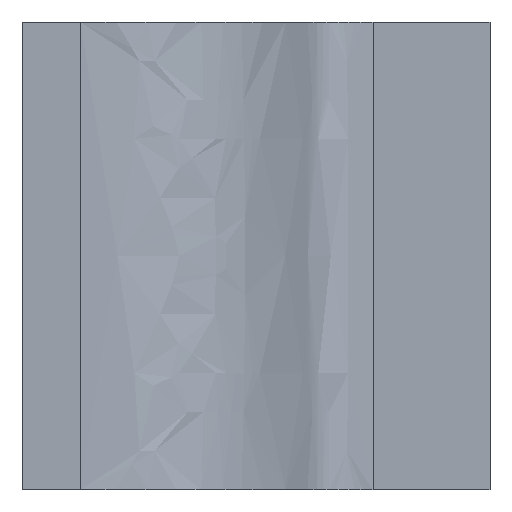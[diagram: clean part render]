
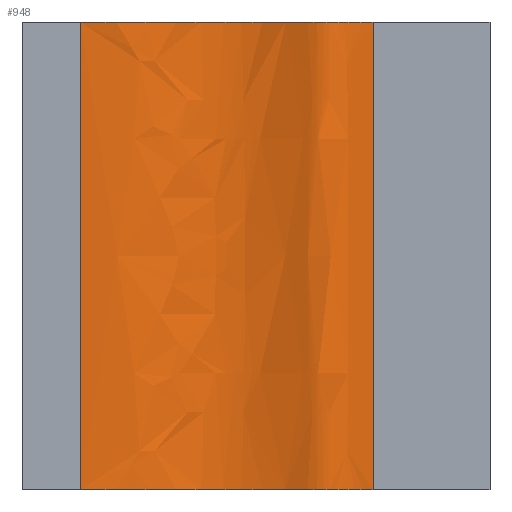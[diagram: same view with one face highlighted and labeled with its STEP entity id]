
A CAD part, left-side view. The second image highlights one B-rep face of the part: STEP entity #948.
In plain terms, the highlighted face is a extrusion surface.
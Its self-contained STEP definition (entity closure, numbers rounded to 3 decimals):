
#44 = PLANE('',#45);
#45 = AXIS2_PLACEMENT_3D('',#46,#47,#48);
#46 = CARTESIAN_POINT('',(0.008,-15.062,0.));
#47 = DIRECTION('',(0.,0.,1.));
#48 = DIRECTION('',(1.,0.,0.));
#72 = PLANE('',#73);
#73 = AXIS2_PLACEMENT_3D('',#74,#75,#76);
#74 = CARTESIAN_POINT('',(-24.972,0.,0.));
#75 = DIRECTION('',(1.,0.,0.));
#76 = DIRECTION('',(0.,-1.,0.));
#100 = PLANE('',#101);
#101 = AXIS2_PLACEMENT_3D('',#102,#103,#104);
#102 = CARTESIAN_POINT('',(0.008,-15.062,40.));
#103 = DIRECTION('',(0.,0.,1.));
#104 = DIRECTION('',(1.,0.,0.));
#193 = VERTEX_POINT('',#194);
#194 = CARTESIAN_POINT('',(-24.972,-5.,0.));
#215 = EDGE_CURVE('',#193,#216,#218,.T.);
#216 = VERTEX_POINT('',#217);
#217 = CARTESIAN_POINT('',(-5.,-30.,0.));
#218 = SURFACE_CURVE('',#219,(#225,#234),.PCURVE_S1.);
#219 = B_SPLINE_CURVE_WITH_KNOTS('',3,(#220,#221,#222,#223,#224),
  .UNSPECIFIED.,.F.,.F.,(4,1,4),(0.,0.5,1.),.QUASI_UNIFORM_KNOTS.);
#220 = CARTESIAN_POINT('',(-24.972,-5.,0.));
#221 = CARTESIAN_POINT('',(-25.,-15.,0.));
#222 = CARTESIAN_POINT('',(-10.,-25.,0.));
#223 = CARTESIAN_POINT('',(-5.,-25.,0.));
#224 = CARTESIAN_POINT('',(-5.,-30.,0.));
#225 = PCURVE('',#44,#226);
#226 = DEFINITIONAL_REPRESENTATION('',(#227),#233);
#227 = B_SPLINE_CURVE_WITH_KNOTS('',3,(#228,#229,#230,#231,#232),
  .UNSPECIFIED.,.F.,.F.,(4,1,4),(0.,0.5,1.),.QUASI_UNIFORM_KNOTS.);
#228 = CARTESIAN_POINT('',(-24.98,10.062));
#229 = CARTESIAN_POINT('',(-25.008,0.062));
#230 = CARTESIAN_POINT('',(-10.008,-9.938));
#231 = CARTESIAN_POINT('',(-5.008,-9.938));
#232 = CARTESIAN_POINT('',(-5.008,-14.938));
#233 = ( GEOMETRIC_REPRESENTATION_CONTEXT(2) 
PARAMETRIC_REPRESENTATION_CONTEXT() REPRESENTATION_CONTEXT('2D SPACE',''
  ) );
#234 = PCURVE('',#235,#244);
#235 = SURFACE_OF_LINEAR_EXTRUSION('',#236,#242);
#236 = B_SPLINE_CURVE_WITH_KNOTS('',3,(#237,#238,#239,#240,#241),
  .UNSPECIFIED.,.F.,.F.,(4,1,4),(0.,0.5,1.),.QUASI_UNIFORM_KNOTS.);
#237 = CARTESIAN_POINT('',(-24.972,-5.,0.));
#238 = CARTESIAN_POINT('',(-25.,-15.,0.));
#239 = CARTESIAN_POINT('',(-10.,-25.,0.));
#240 = CARTESIAN_POINT('',(-5.,-25.,0.));
#241 = CARTESIAN_POINT('',(-5.,-30.,0.));
#242 = VECTOR('',#243,1.);
#243 = DIRECTION('',(-0.,-0.,-1.));
#244 = DEFINITIONAL_REPRESENTATION('',(#245),#249);
#245 = LINE('',#246,#247);
#246 = CARTESIAN_POINT('',(0.,0.));
#247 = VECTOR('',#248,1.);
#248 = DIRECTION('',(1.,0.));
#249 = ( GEOMETRIC_REPRESENTATION_CONTEXT(2) 
PARAMETRIC_REPRESENTATION_CONTEXT() REPRESENTATION_CONTEXT('2D SPACE',''
  ) );
#267 = PLANE('',#268);
#268 = AXIS2_PLACEMENT_3D('',#269,#270,#271);
#269 = CARTESIAN_POINT('',(-5.,-40.,0.));
#270 = DIRECTION('',(-1.,0.,0.));
#271 = DIRECTION('',(0.,1.,0.));
#480 = VERTEX_POINT('',#481);
#481 = CARTESIAN_POINT('',(-24.972,-5.,40.));
#502 = EDGE_CURVE('',#480,#503,#505,.T.);
#503 = VERTEX_POINT('',#504);
#504 = CARTESIAN_POINT('',(-5.,-30.,40.));
#505 = SURFACE_CURVE('',#506,(#512,#521),.PCURVE_S1.);
#506 = B_SPLINE_CURVE_WITH_KNOTS('',3,(#507,#508,#509,#510,#511),
  .UNSPECIFIED.,.F.,.F.,(4,1,4),(0.,0.5,1.),.QUASI_UNIFORM_KNOTS.);
#507 = CARTESIAN_POINT('',(-24.972,-5.,40.));
#508 = CARTESIAN_POINT('',(-25.,-15.,40.));
#509 = CARTESIAN_POINT('',(-10.,-25.,40.));
#510 = CARTESIAN_POINT('',(-5.,-25.,40.));
#511 = CARTESIAN_POINT('',(-5.,-30.,40.));
#512 = PCURVE('',#100,#513);
#513 = DEFINITIONAL_REPRESENTATION('',(#514),#520);
#514 = B_SPLINE_CURVE_WITH_KNOTS('',3,(#515,#516,#517,#518,#519),
  .UNSPECIFIED.,.F.,.F.,(4,1,4),(0.,0.5,1.),.QUASI_UNIFORM_KNOTS.);
#515 = CARTESIAN_POINT('',(-24.98,10.062));
#516 = CARTESIAN_POINT('',(-25.008,0.062));
#517 = CARTESIAN_POINT('',(-10.008,-9.938));
#518 = CARTESIAN_POINT('',(-5.008,-9.938));
#519 = CARTESIAN_POINT('',(-5.008,-14.938));
#520 = ( GEOMETRIC_REPRESENTATION_CONTEXT(2) 
PARAMETRIC_REPRESENTATION_CONTEXT() REPRESENTATION_CONTEXT('2D SPACE',''
  ) );
#521 = PCURVE('',#235,#522);
#522 = DEFINITIONAL_REPRESENTATION('',(#523),#527);
#523 = LINE('',#524,#525);
#524 = CARTESIAN_POINT('',(0.,-40.));
#525 = VECTOR('',#526,1.);
#526 = DIRECTION('',(1.,0.));
#527 = ( GEOMETRIC_REPRESENTATION_CONTEXT(2) 
PARAMETRIC_REPRESENTATION_CONTEXT() REPRESENTATION_CONTEXT('2D SPACE',''
  ) );
#651 = EDGE_CURVE('',#193,#480,#652,.T.);
#652 = SURFACE_CURVE('',#653,(#657,#664),.PCURVE_S1.);
#653 = LINE('',#654,#655);
#654 = CARTESIAN_POINT('',(-24.972,-5.,0.));
#655 = VECTOR('',#656,1.);
#656 = DIRECTION('',(0.,0.,1.));
#657 = PCURVE('',#72,#658);
#658 = DEFINITIONAL_REPRESENTATION('',(#659),#663);
#659 = LINE('',#660,#661);
#660 = CARTESIAN_POINT('',(5.,0.));
#661 = VECTOR('',#662,1.);
#662 = DIRECTION('',(0.,-1.));
#663 = ( GEOMETRIC_REPRESENTATION_CONTEXT(2) 
PARAMETRIC_REPRESENTATION_CONTEXT() REPRESENTATION_CONTEXT('2D SPACE',''
  ) );
#664 = PCURVE('',#235,#665);
#665 = DEFINITIONAL_REPRESENTATION('',(#666),#670);
#666 = LINE('',#667,#668);
#667 = CARTESIAN_POINT('',(0.,0.));
#668 = VECTOR('',#669,1.);
#669 = DIRECTION('',(0.,-1.));
#670 = ( GEOMETRIC_REPRESENTATION_CONTEXT(2) 
PARAMETRIC_REPRESENTATION_CONTEXT() REPRESENTATION_CONTEXT('2D SPACE',''
  ) );
#927 = EDGE_CURVE('',#216,#503,#928,.T.);
#928 = SURFACE_CURVE('',#929,(#933,#940),.PCURVE_S1.);
#929 = LINE('',#930,#931);
#930 = CARTESIAN_POINT('',(-5.,-30.,0.));
#931 = VECTOR('',#932,1.);
#932 = DIRECTION('',(0.,0.,1.));
#933 = PCURVE('',#267,#934);
#934 = DEFINITIONAL_REPRESENTATION('',(#935),#939);
#935 = LINE('',#936,#937);
#936 = CARTESIAN_POINT('',(10.,0.));
#937 = VECTOR('',#938,1.);
#938 = DIRECTION('',(0.,-1.));
#939 = ( GEOMETRIC_REPRESENTATION_CONTEXT(2) 
PARAMETRIC_REPRESENTATION_CONTEXT() REPRESENTATION_CONTEXT('2D SPACE',''
  ) );
#940 = PCURVE('',#235,#941);
#941 = DEFINITIONAL_REPRESENTATION('',(#942),#946);
#942 = LINE('',#943,#944);
#943 = CARTESIAN_POINT('',(1.,0.));
#944 = VECTOR('',#945,1.);
#945 = DIRECTION('',(0.,-1.));
#946 = ( GEOMETRIC_REPRESENTATION_CONTEXT(2) 
PARAMETRIC_REPRESENTATION_CONTEXT() REPRESENTATION_CONTEXT('2D SPACE',''
  ) );
#948 = ADVANCED_FACE('',(#949),#235,.F.);
#949 = FACE_BOUND('',#950,.F.);
#950 = EDGE_LOOP('',(#951,#952,#953,#954));
#951 = ORIENTED_EDGE('',*,*,#651,.T.);
#952 = ORIENTED_EDGE('',*,*,#502,.T.);
#953 = ORIENTED_EDGE('',*,*,#927,.F.);
#954 = ORIENTED_EDGE('',*,*,#215,.F.);
